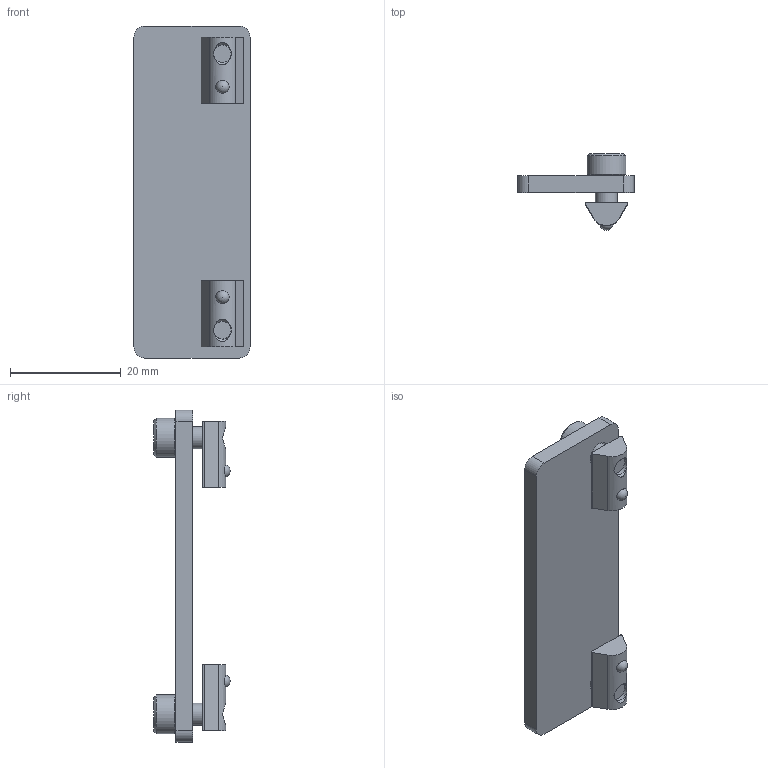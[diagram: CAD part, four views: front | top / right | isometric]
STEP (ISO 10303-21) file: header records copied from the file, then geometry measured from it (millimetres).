
FILE_DESCRIPTION(/* description */ ('STEP AP214'),/* implementation_level */ '2;1');
FILE_NAME(/* name */ '8081063_DASI-E21-70-S8-SL',/* time_stamp */ '2024-08-14T17:45:11+02:00',/* author */ ('License CC BY-ND 4.0'),/* organization */ ('CADENAS'),/* preprocessor_version */ 'ST-DEVELOPER v19.3',/* originating_system */ 'PARTsolutions',/* authorisation */ ' ');
FILE_SCHEMA (('AUTOMOTIVE_DESIGN {1 0 10303 214 3 1 1}'));
Length unit declared in the file: millimetre
Products named in the file (4): 8081063 DASI-E21-70-S8-SL---(high); 8080472 DASI-E21-70-S8-SL---(mechanical high)s; ISO-4762 M4x8; 380612 NST-5-M4
Assembly tree (5 placements, depth 2):
  8081063 DASI-E21-70-S8-SL---(high)
    8080472 DASI-E21-70-S8-SL---(mechanical high)s
    ISO-4762 M4x8  x2
    380612 NST-5-M4  x2
Bounding box: 21 x 13.8 x 60 mm (x, y, z)
Volume: 4620.3 mm3; surface area: 4162.8 mm2
Topology: 5 solids, 5 shells, 94 faces, 224 edges, 142 vertices
Faces by surface type: plane 46, cone 28, cylinder 18, sphere 2
Full cylindrical faces by diameter (mm): 3.242 x2, 4 x2, 4.5 x2, 7 x2
Entity records: 1604 total; most frequent: CARTESIAN_POINT 302, DIRECTION 260, ORIENTED_EDGE 222, EDGE_CURVE 111, AXIS2_PLACEMENT_3D 101, VERTEX_POINT 78, FACE_BOUND 73, EDGE_LOOP 72
